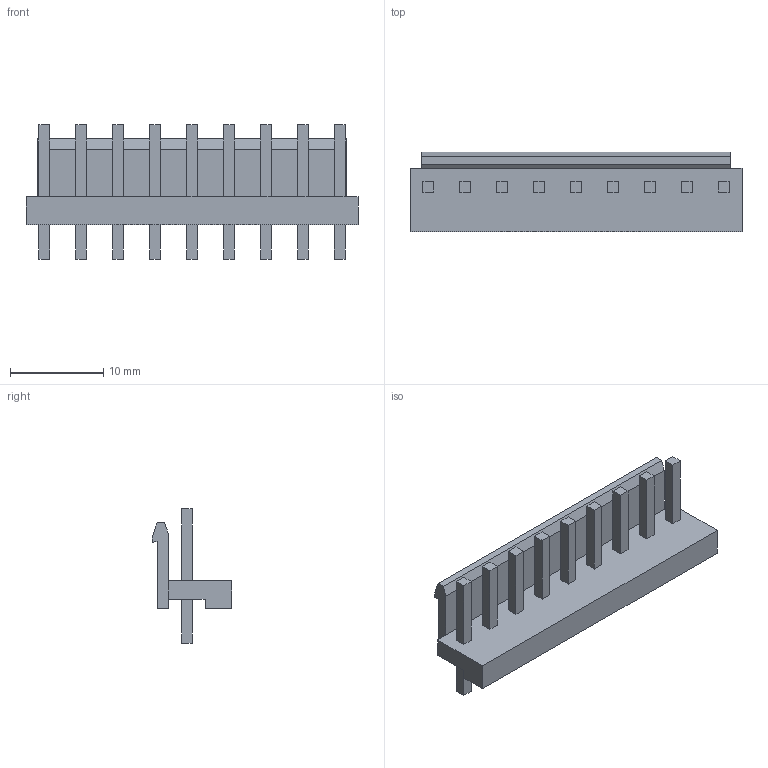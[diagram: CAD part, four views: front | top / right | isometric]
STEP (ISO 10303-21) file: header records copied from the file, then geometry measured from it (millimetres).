
FILE_DESCRIPTION(('STEP AP242'),'1');
FILE_NAME('1-1123723-9.stp','2023-01-03T20:44:23',('TraceParts'),('TraceParts S.A.'),'Spatial InterOp 3D',' ',' ');
FILE_SCHEMA(('AP242_MANAGED_MODEL_BASED_3D_ENGINEERING_MIM_LF {1 0 10303 442 1 1 4}'));
Length unit declared in the file: millimetre
Products named in the file (1): 1-1123723-9
Bounding box: 35.58 x 8.5 x 14.4 mm (x, y, z)
Volume: 1109.9 mm3; surface area: 1829.3 mm2
Topology: 1 solids, 1 shells, 110 faces, 266 edges, 176 vertices
Faces by surface type: plane 110
Entity records: 3153 total; most frequent: CARTESIAN_POINT 553, ORIENTED_EDGE 532, DIRECTION 488, EDGE_CURVE 266, LINE 266, VECTOR 266, VERTEX_POINT 176, EDGE_LOOP 128
